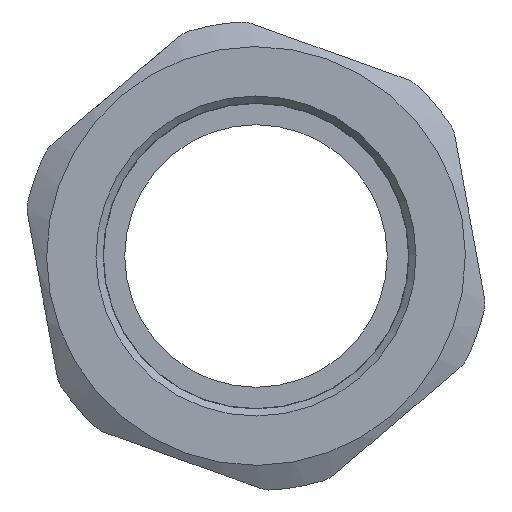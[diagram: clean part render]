
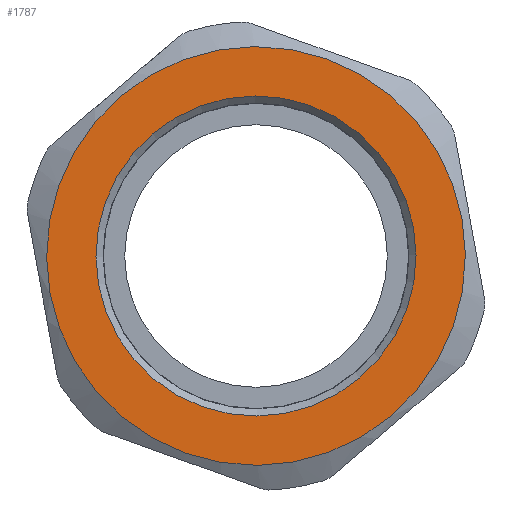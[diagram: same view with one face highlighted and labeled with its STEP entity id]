
A CAD part, front view. The second image highlights one B-rep face of the part: STEP entity #1787.
In plain terms, the highlighted planar face has unit normal (0, -1, 0).
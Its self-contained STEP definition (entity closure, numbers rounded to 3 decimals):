
#233=FACE_BOUND('',#405,.T.);
#247=PLANE('',#1941);
#301=FACE_OUTER_BOUND('',#404,.T.);
#404=EDGE_LOOP('',(#1355));
#405=EDGE_LOOP('',(#1356));
#674=CIRCLE('',#1940,11.275);
#675=CIRCLE('',#1942,14.75);
#778=VERTEX_POINT('',#2763);
#779=VERTEX_POINT('',#2767);
#990=EDGE_CURVE('',#778,#778,#674,.T.);
#991=EDGE_CURVE('',#779,#779,#675,.T.);
#1355=ORIENTED_EDGE('',*,*,#991,.T.);
#1356=ORIENTED_EDGE('',*,*,#990,.F.);
#1787=ADVANCED_FACE('',(#301,#233),#247,.T.);
#1940=AXIS2_PLACEMENT_3D('',#2765,#2212,#2213);
#1941=AXIS2_PLACEMENT_3D('',#2766,#2214,#2215);
#1942=AXIS2_PLACEMENT_3D('',#2768,#2216,#2217);
#2212=DIRECTION('center_axis',(0.,-1.,0.));
#2213=DIRECTION('ref_axis',(0.337,0.,0.942));
#2214=DIRECTION('center_axis',(0.,-1.,0.));
#2215=DIRECTION('ref_axis',(0.942,0.,-0.337));
#2216=DIRECTION('center_axis',(0.,-1.,0.));
#2217=DIRECTION('ref_axis',(0.337,0.,0.942));
#2763=CARTESIAN_POINT('',(-3.795,-7.3,-10.617));
#2765=CARTESIAN_POINT('Origin',(0.,-7.3,0.));
#2766=CARTESIAN_POINT('Origin',(-3.626,-7.3,-10.146));
#2767=CARTESIAN_POINT('',(-4.964,-7.3,-13.89));
#2768=CARTESIAN_POINT('Origin',(0.,-7.3,0.));
